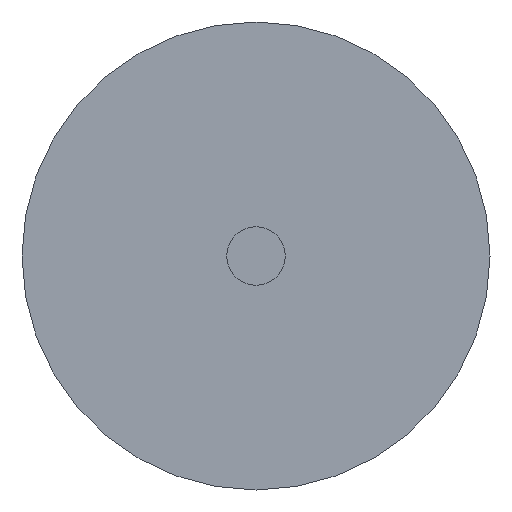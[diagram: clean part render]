
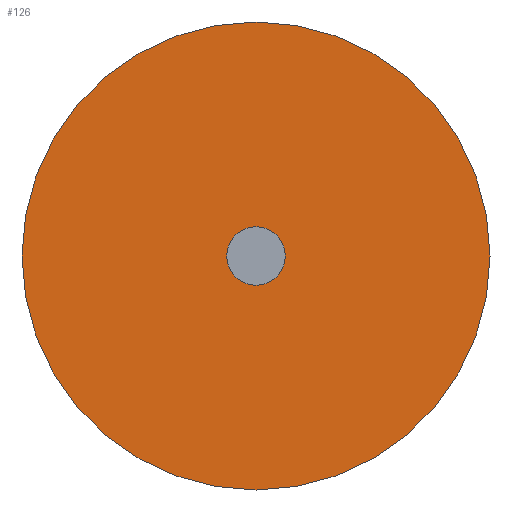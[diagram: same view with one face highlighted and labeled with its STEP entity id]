
A CAD part, left-side view. The second image highlights one B-rep face of the part: STEP entity #126.
In plain terms, the highlighted planar face has unit normal (-1, 0, 0).
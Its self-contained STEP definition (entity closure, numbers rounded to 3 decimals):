
#1=CARTESIAN_POINT('',(-5.,0.,0.));
#2=DIRECTION('',(1.,0.,0.));
#3=DIRECTION('',(0.,-1.,0.));
#4=AXIS2_PLACEMENT_3D('',#1,#2,#3);
#6=CARTESIAN_POINT('',(-5.,0.,0.));
#7=DIRECTION('',(1.,0.,0.));
#8=DIRECTION('',(0.,1.,0.));
#9=AXIS2_PLACEMENT_3D('',#6,#7,#8);
#11=CARTESIAN_POINT('',(-5.,0.,0.));
#12=DIRECTION('',(1.,0.,0.));
#13=DIRECTION('',(0.,-1.,0.));
#14=AXIS2_PLACEMENT_3D('',#11,#12,#13);
#16=CARTESIAN_POINT('',(-5.,0.,0.));
#17=DIRECTION('',(1.,0.,0.));
#18=DIRECTION('',(0.,1.,0.));
#19=AXIS2_PLACEMENT_3D('',#16,#17,#18);
#85=CARTESIAN_POINT('',(-5.,-4.,0.));
#86=CARTESIAN_POINT('',(-5.,4.,0.));
#87=VERTEX_POINT('',#85);
#88=VERTEX_POINT('',#86);
#101=CARTESIAN_POINT('',(-5.,-0.5,0.));
#102=CARTESIAN_POINT('',(-5.,0.5,0.));
#103=VERTEX_POINT('',#101);
#104=VERTEX_POINT('',#102);
#109=CARTESIAN_POINT('',(-5.,0.,0.));
#110=DIRECTION('',(1.,0.,0.));
#111=DIRECTION('',(0.,-1.,0.));
#112=AXIS2_PLACEMENT_3D('',#109,#110,#111);
#113=PLANE('',#112);
#115=ORIENTED_EDGE('',*,*,#114,.T.);
#117=ORIENTED_EDGE('',*,*,#116,.T.);
#118=EDGE_LOOP('',(#115,#117));
#119=FACE_OUTER_BOUND('',#118,.F.);
#121=ORIENTED_EDGE('',*,*,#120,.F.);
#123=ORIENTED_EDGE('',*,*,#122,.F.);
#124=EDGE_LOOP('',(#121,#123));
#125=FACE_BOUND('',#124,.F.);
#5=CIRCLE('',#4,4.);
#10=CIRCLE('',#9,4.);
#15=CIRCLE('',#14,0.5);
#20=CIRCLE('',#19,0.5);
#114=EDGE_CURVE('',#87,#88,#5,.T.);
#116=EDGE_CURVE('',#88,#87,#10,.T.);
#120=EDGE_CURVE('',#103,#104,#15,.T.);
#122=EDGE_CURVE('',#104,#103,#20,.T.);
#126=ADVANCED_FACE('',(#119,#125),#113,.F.);
